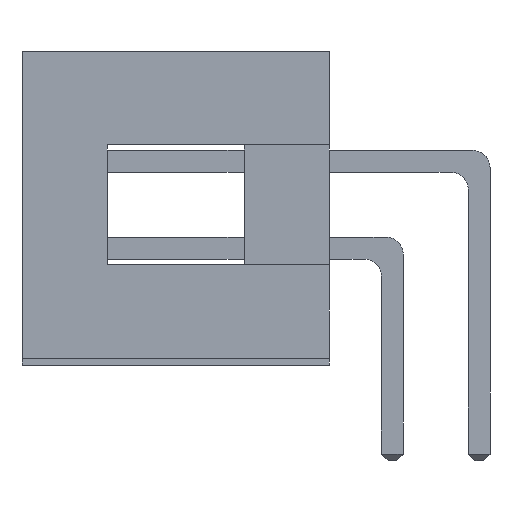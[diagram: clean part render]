
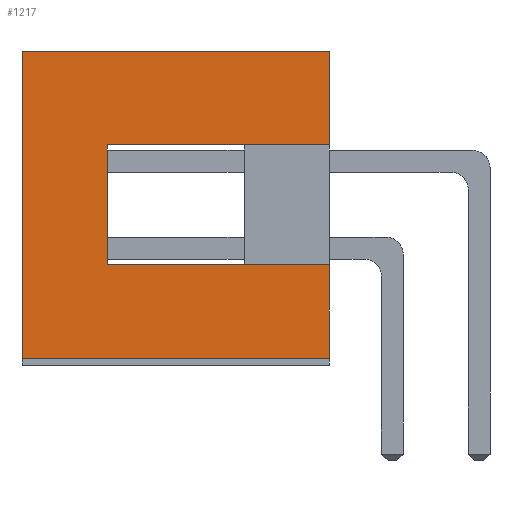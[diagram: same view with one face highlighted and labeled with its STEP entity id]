
A CAD part, front view. The second image highlights one B-rep face of the part: STEP entity #1217.
In plain terms, the highlighted planar face has unit normal (0, -1, 0).
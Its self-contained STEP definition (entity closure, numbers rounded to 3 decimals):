
#120 = VERTEX_POINT('',#121);
#121 = CARTESIAN_POINT('',(-12.225,-22.86,0.05));
#127 = EDGE_CURVE('',#120,#128,#130,.T.);
#128 = VERTEX_POINT('',#129);
#129 = CARTESIAN_POINT('',(-12.225,-22.86,9.05));
#130 = LINE('',#131,#132);
#131 = CARTESIAN_POINT('',(-12.225,-22.86,0.05));
#132 = VECTOR('',#133,1.);
#133 = DIRECTION('',(0.,0.,1.));
#284 = EDGE_CURVE('',#285,#128,#287,.T.);
#285 = VERTEX_POINT('',#286);
#286 = CARTESIAN_POINT('',(-3.225,-22.86,9.05));
#287 = LINE('',#288,#289);
#288 = CARTESIAN_POINT('',(-3.225,-22.86,9.05));
#289 = VECTOR('',#290,1.);
#290 = DIRECTION('',(-1.,0.,0.));
#436 = EDGE_CURVE('',#437,#285,#439,.T.);
#437 = VERTEX_POINT('',#438);
#438 = CARTESIAN_POINT('',(-3.225,-22.86,6.3));
#439 = LINE('',#440,#441);
#440 = CARTESIAN_POINT('',(-3.225,-22.86,0.05));
#441 = VECTOR('',#442,1.);
#442 = DIRECTION('',(0.,0.,1.));
#461 = VERTEX_POINT('',#462);
#462 = CARTESIAN_POINT('',(-3.225,-22.86,2.8));
#468 = EDGE_CURVE('',#469,#461,#471,.T.);
#469 = VERTEX_POINT('',#470);
#470 = CARTESIAN_POINT('',(-3.225,-22.86,0.05));
#471 = LINE('',#472,#473);
#472 = CARTESIAN_POINT('',(-3.225,-22.86,0.05));
#473 = VECTOR('',#474,1.);
#474 = DIRECTION('',(0.,0.,1.));
#1207 = EDGE_CURVE('',#469,#120,#1208,.T.);
#1208 = LINE('',#1209,#1210);
#1209 = CARTESIAN_POINT('',(-3.225,-22.86,0.05));
#1210 = VECTOR('',#1211,1.);
#1211 = DIRECTION('',(-1.,0.,0.));
#1217 = ADVANCED_FACE('',(#1218),#1247,.T.);
#1218 = FACE_BOUND('',#1219,.T.);
#1219 = EDGE_LOOP('',(#1220,#1221,#1222,#1223,#1231,#1239,#1245,#1246));
#1220 = ORIENTED_EDGE('',*,*,#127,.F.);
#1221 = ORIENTED_EDGE('',*,*,#1207,.F.);
#1222 = ORIENTED_EDGE('',*,*,#468,.T.);
#1223 = ORIENTED_EDGE('',*,*,#1224,.T.);
#1224 = EDGE_CURVE('',#461,#1225,#1227,.T.);
#1225 = VERTEX_POINT('',#1226);
#1226 = CARTESIAN_POINT('',(-9.725,-22.86,2.8));
#1227 = LINE('',#1228,#1229);
#1228 = CARTESIAN_POINT('',(-3.225,-22.86,2.8));
#1229 = VECTOR('',#1230,1.);
#1230 = DIRECTION('',(-1.,0.,0.));
#1231 = ORIENTED_EDGE('',*,*,#1232,.T.);
#1232 = EDGE_CURVE('',#1225,#1233,#1235,.T.);
#1233 = VERTEX_POINT('',#1234);
#1234 = CARTESIAN_POINT('',(-9.725,-22.86,6.3));
#1235 = LINE('',#1236,#1237);
#1236 = CARTESIAN_POINT('',(-9.725,-22.86,2.8));
#1237 = VECTOR('',#1238,1.);
#1238 = DIRECTION('',(0.,0.,1.));
#1239 = ORIENTED_EDGE('',*,*,#1240,.F.);
#1240 = EDGE_CURVE('',#437,#1233,#1241,.T.);
#1241 = LINE('',#1242,#1243);
#1242 = CARTESIAN_POINT('',(-3.225,-22.86,6.3));
#1243 = VECTOR('',#1244,1.);
#1244 = DIRECTION('',(-1.,0.,0.));
#1245 = ORIENTED_EDGE('',*,*,#436,.T.);
#1246 = ORIENTED_EDGE('',*,*,#284,.T.);
#1247 = PLANE('',#1248);
#1248 = AXIS2_PLACEMENT_3D('',#1249,#1250,#1251);
#1249 = CARTESIAN_POINT('',(-3.225,-22.86,0.05));
#1250 = DIRECTION('',(0.,-1.,0.));
#1251 = DIRECTION('',(-1.,0.,0.));
